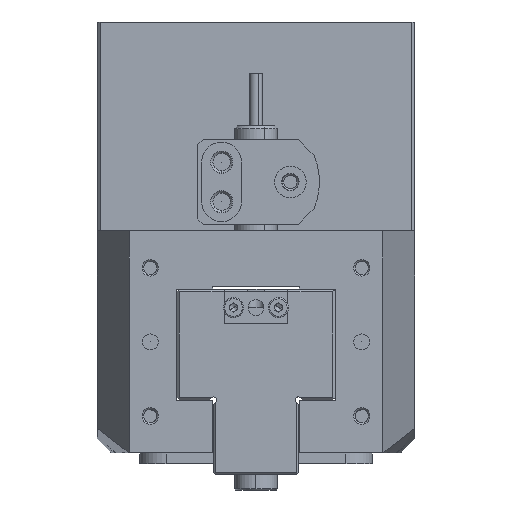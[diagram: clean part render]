
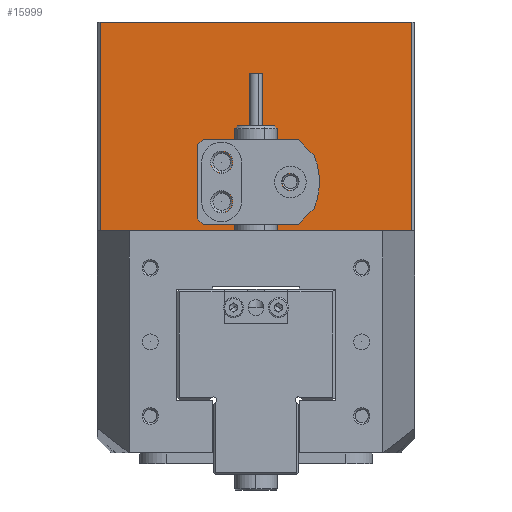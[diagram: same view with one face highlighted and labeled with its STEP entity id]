
A CAD part, left-side view. The second image highlights one B-rep face of the part: STEP entity #15999.
In plain terms, the highlighted planar face has unit normal (-1, 0, 0).
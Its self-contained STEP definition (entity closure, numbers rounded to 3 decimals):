
#76 = DIRECTION ( 'NONE',  ( 1., 0., 0. ) ) ;
#351 = VERTEX_POINT ( 'NONE', #17216 ) ;
#758 = CARTESIAN_POINT ( 'NONE',  ( -68.235, 1.621, 153.395 ) ) ;
#767 = LINE ( 'NONE', #5938, #31568 ) ;
#2010 = CARTESIAN_POINT ( 'NONE',  ( -68.235, -26.879, 145.695 ) ) ;
#2290 = EDGE_CURVE ( 'NONE', #35010, #15866, #16538, .T. ) ;
#2947 = DIRECTION ( 'NONE',  ( 0., 0., -1. ) ) ;
#3304 = DIRECTION ( 'NONE',  ( 0., 0., -1. ) ) ;
#4170 = VERTEX_POINT ( 'NONE', #14412 ) ;
#5166 = VERTEX_POINT ( 'NONE', #37310 ) ;
#5938 = CARTESIAN_POINT ( 'NONE',  ( -68.235, 8.121, 185.195 ) ) ;
#6328 = CIRCLE ( 'NONE', #25983, 2.05 ) ;
#6409 = ORIENTED_EDGE ( 'NONE', *, *, #20932, .T. ) ;
#6456 = CARTESIAN_POINT ( 'NONE',  ( -68.235, 37.621, 145.695 ) ) ;
#8439 = DIRECTION ( 'NONE',  ( 0., 1., 0. ) ) ;
#8854 = VERTEX_POINT ( 'NONE', #27642 ) ;
#9081 = CARTESIAN_POINT ( 'NONE',  ( -68.235, -21.379, 185.195 ) ) ;
#9488 = VERTEX_POINT ( 'NONE', #21572 ) ;
#11470 = AXIS2_PLACEMENT_3D ( 'NONE', #23128, #76, #43180 ) ;
#11681 = CARTESIAN_POINT ( 'NONE',  ( -68.235, -26.879, 145.695 ) ) ;
#11883 = VECTOR ( 'NONE', #2947, 1000. ) ;
#11946 = DIRECTION ( 'NONE',  ( 0., 0., -1. ) ) ;
#12698 = CARTESIAN_POINT ( 'NONE',  ( -68.235, 14.621, 151.195 ) ) ;
#12914 = LINE ( 'NONE', #6456, #11883 ) ;
#13746 = ORIENTED_EDGE ( 'NONE', *, *, #37221, .T. ) ;
#13986 = ORIENTED_EDGE ( 'NONE', *, *, #19128, .T. ) ;
#14272 = EDGE_CURVE ( 'NONE', #351, #19507, #12914, .T. ) ;
#14412 = CARTESIAN_POINT ( 'NONE',  ( -68.235, 14.621, 156.645 ) ) ;
#14893 = FACE_OUTER_BOUND ( 'NONE', #21891, .T. ) ;
#15034 = DIRECTION ( 'NONE',  ( 1., 0., 0. ) ) ;
#15556 = AXIS2_PLACEMENT_3D ( 'NONE', #11681, #15034, #25251 ) ;
#15585 = CIRCLE ( 'NONE', #19512, 1.55 ) ;
#15866 = VERTEX_POINT ( 'NONE', #758 ) ;
#15938 = CARTESIAN_POINT ( 'NONE',  ( -68.235, 14.621, 160.745 ) ) ;
#15948 = FACE_BOUND ( 'NONE', #39634, .T. ) ;
#15999 = ADVANCED_FACE ( 'NONE', ( #38902, #42626, #15948, #14893 ), #17424, .F. ) ;
#16538 = CIRCLE ( 'NONE', #38932, 1.55 ) ;
#17216 = CARTESIAN_POINT ( 'NONE',  ( -68.235, 37.621, 185.195 ) ) ;
#17424 = PLANE ( 'NONE',  #15556 ) ;
#18164 = ORIENTED_EDGE ( 'NONE', *, *, #14272, .T. ) ;
#18248 = EDGE_LOOP ( 'NONE', ( #21279, #13986 ) ) ;
#18755 = EDGE_CURVE ( 'NONE', #27800, #4170, #6328, .T. ) ;
#18903 = CARTESIAN_POINT ( 'NONE',  ( -68.235, 37.621, 145.695 ) ) ;
#19128 = EDGE_CURVE ( 'NONE', #4170, #27800, #37128, .T. ) ;
#19190 = ORIENTED_EDGE ( 'NONE', *, *, #27803, .T. ) ;
#19507 = VERTEX_POINT ( 'NONE', #18903 ) ;
#19512 = AXIS2_PLACEMENT_3D ( 'NONE', #28585, #31924, #11946 ) ;
#19829 = CARTESIAN_POINT ( 'NONE',  ( -68.235, 1.621, 156.495 ) ) ;
#20289 = CARTESIAN_POINT ( 'NONE',  ( -68.235, 14.621, 158.695 ) ) ;
#20932 = EDGE_CURVE ( 'NONE', #39740, #5166, #29145, .T. ) ;
#21279 = ORIENTED_EDGE ( 'NONE', *, *, #18755, .T. ) ;
#21467 = EDGE_CURVE ( 'NONE', #8854, #9488, #24919, .T. ) ;
#21572 = CARTESIAN_POINT ( 'NONE',  ( -68.235, -21.379, 185.195 ) ) ;
#21891 = EDGE_LOOP ( 'NONE', ( #36215, #39809, #13746, #18164 ) ) ;
#22602 = LINE ( 'NONE', #2010, #42493 ) ;
#23128 = CARTESIAN_POINT ( 'NONE',  ( -68.235, 14.621, 151.195 ) ) ;
#23171 = ORIENTED_EDGE ( 'NONE', *, *, #24303, .T. ) ;
#23414 = ORIENTED_EDGE ( 'NONE', *, *, #2290, .T. ) ;
#23499 = AXIS2_PLACEMENT_3D ( 'NONE', #40246, #39805, #3304 ) ;
#24303 = EDGE_CURVE ( 'NONE', #15866, #35010, #15585, .T. ) ;
#24919 = LINE ( 'NONE', #9081, #36961 ) ;
#25251 = DIRECTION ( 'NONE',  ( 0., 0., -1. ) ) ;
#25822 = CIRCLE ( 'NONE', #40137, 2.05 ) ;
#25983 = AXIS2_PLACEMENT_3D ( 'NONE', #20289, #34141, #36950 ) ;
#26447 = DIRECTION ( 'NONE',  ( 1., 0., 0. ) ) ;
#27403 = CARTESIAN_POINT ( 'NONE',  ( -68.235, 14.621, 153.245 ) ) ;
#27642 = CARTESIAN_POINT ( 'NONE',  ( -68.235, -21.379, 145.695 ) ) ;
#27800 = VERTEX_POINT ( 'NONE', #15938 ) ;
#27803 = EDGE_CURVE ( 'NONE', #5166, #39740, #25822, .T. ) ;
#28154 = DIRECTION ( 'NONE',  ( 0., 0., -1. ) ) ;
#28585 = CARTESIAN_POINT ( 'NONE',  ( -68.235, 1.621, 154.945 ) ) ;
#29145 = CIRCLE ( 'NONE', #11470, 2.05 ) ;
#29799 = DIRECTION ( 'NONE',  ( 0., 0., -1. ) ) ;
#30315 = EDGE_CURVE ( 'NONE', #8854, #19507, #22602, .T. ) ;
#30393 = CARTESIAN_POINT ( 'NONE',  ( -68.235, 1.621, 154.945 ) ) ;
#31568 = VECTOR ( 'NONE', #36000, 1000. ) ;
#31924 = DIRECTION ( 'NONE',  ( 1., 0., 0. ) ) ;
#32859 = DIRECTION ( 'NONE',  ( 0., 0., 1. ) ) ;
#33866 = EDGE_LOOP ( 'NONE', ( #23414, #23171 ) ) ;
#34141 = DIRECTION ( 'NONE',  ( 1., 0., 0. ) ) ;
#35010 = VERTEX_POINT ( 'NONE', #19829 ) ;
#36000 = DIRECTION ( 'NONE',  ( 0., 1., 0. ) ) ;
#36215 = ORIENTED_EDGE ( 'NONE', *, *, #30315, .F. ) ;
#36950 = DIRECTION ( 'NONE',  ( 0., 0., -1. ) ) ;
#36961 = VECTOR ( 'NONE', #32859, 1000. ) ;
#37105 = DIRECTION ( 'NONE',  ( 1., 0., 0. ) ) ;
#37128 = CIRCLE ( 'NONE', #23499, 2.05 ) ;
#37221 = EDGE_CURVE ( 'NONE', #9488, #351, #767, .T. ) ;
#37310 = CARTESIAN_POINT ( 'NONE',  ( -68.235, 14.621, 149.145 ) ) ;
#38902 = FACE_BOUND ( 'NONE', #33866, .T. ) ;
#38932 = AXIS2_PLACEMENT_3D ( 'NONE', #30393, #37105, #28154 ) ;
#39634 = EDGE_LOOP ( 'NONE', ( #6409, #19190 ) ) ;
#39740 = VERTEX_POINT ( 'NONE', #27403 ) ;
#39805 = DIRECTION ( 'NONE',  ( 1., 0., 0. ) ) ;
#39809 = ORIENTED_EDGE ( 'NONE', *, *, #21467, .T. ) ;
#40137 = AXIS2_PLACEMENT_3D ( 'NONE', #12698, #26447, #29799 ) ;
#40246 = CARTESIAN_POINT ( 'NONE',  ( -68.235, 14.621, 158.695 ) ) ;
#42493 = VECTOR ( 'NONE', #8439, 1000. ) ;
#42626 = FACE_BOUND ( 'NONE', #18248, .T. ) ;
#43180 = DIRECTION ( 'NONE',  ( 0., 0., -1. ) ) ;
